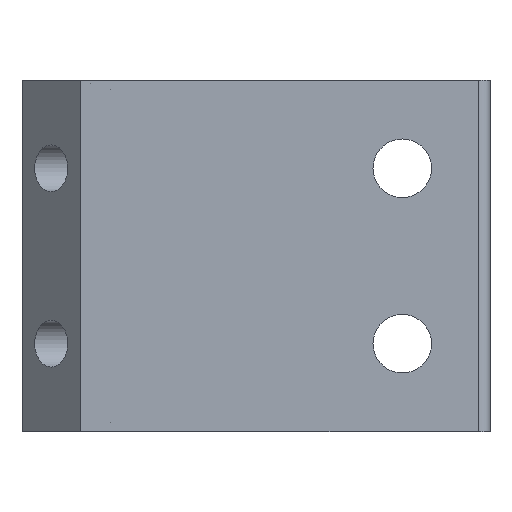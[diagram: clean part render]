
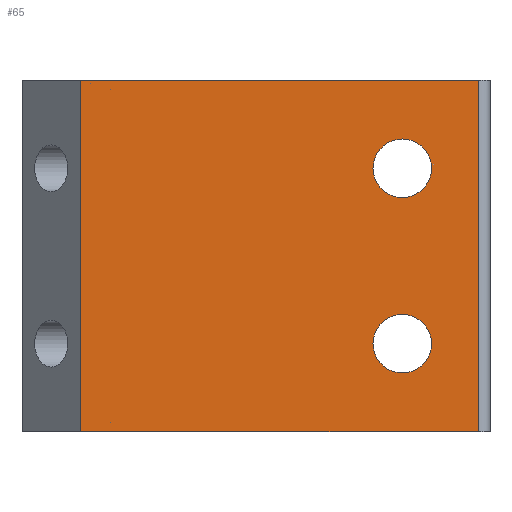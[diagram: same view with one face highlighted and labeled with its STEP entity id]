
A CAD part, front view. The second image highlights one B-rep face of the part: STEP entity #65.
In plain terms, the highlighted planar face has unit normal (0, -1, 0).
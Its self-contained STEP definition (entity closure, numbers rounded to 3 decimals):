
#65=ADVANCED_FACE('',(#257,#259,#261),#263,.T.);
#257=FACE_BOUND('',#258,.T.);
#258=EDGE_LOOP('',(#662,#663,#664,#665));
#259=FACE_BOUND('',#260,.T.);
#260=EDGE_LOOP('',(#666));
#261=FACE_BOUND('',#262,.T.);
#262=EDGE_LOOP('',(#667));
#263=PLANE('',#264);
#264=AXIS2_PLACEMENT_3D('',#265,#266,#267);
#265=CARTESIAN_POINT('',(-20.,-20.,0.));
#266=DIRECTION('',(0.,-1.,0.));
#267=DIRECTION('',(1.,0.,0.));
#662=ORIENTED_EDGE('',*,*,#889,.T.);
#663=ORIENTED_EDGE('',*,*,#830,.F.);
#664=ORIENTED_EDGE('',*,*,#808,.F.);
#665=ORIENTED_EDGE('',*,*,#855,.T.);
#666=ORIENTED_EDGE('',*,*,#890,.T.);
#667=ORIENTED_EDGE('',*,*,#891,.T.);
#808=EDGE_CURVE('',#959,#961,#962,.T.);
#830=EDGE_CURVE('',#961,#1002,#1003,.T.);
#855=EDGE_CURVE('',#959,#1047,#1049,.T.);
#889=EDGE_CURVE('',#1047,#1002,#1107,.T.);
#890=EDGE_CURVE('',#1108,#1108,#1109,.F.);
#891=EDGE_CURVE('',#1110,#1110,#1111,.F.);
#959=VERTEX_POINT('',#1231);
#961=VERTEX_POINT('',#1235);
#962=LINE('',#1236,#1237);
#1002=VERTEX_POINT('',#1328);
#1003=LINE('',#1329,#1330);
#1047=VERTEX_POINT('',#1425);
#1049=LINE('',#1430,#1431);
#1107=LINE('',#1567,#1568);
#1108=VERTEX_POINT('',#1570);
#1109=CIRCLE('',#1571,2.5);
#1110=VERTEX_POINT('',#1575);
#1111=CIRCLE('',#1576,2.5);
#1231=CARTESIAN_POINT('',(-15.,-20.,0.));
#1235=CARTESIAN_POINT('',(-15.,-20.,30.));
#1236=CARTESIAN_POINT('',(-15.,-20.,0.));
#1237=VECTOR('',#1238,1.);
#1238=DIRECTION('',(0.,0.,1.));
#1328=CARTESIAN_POINT('',(19.,-20.,30.));
#1329=CARTESIAN_POINT('',(-15.,-20.,30.));
#1330=VECTOR('',#1331,1.);
#1331=DIRECTION('',(1.,0.,0.));
#1425=CARTESIAN_POINT('',(19.,-20.,0.));
#1430=CARTESIAN_POINT('',(-15.,-20.,0.));
#1431=VECTOR('',#1432,1.);
#1432=DIRECTION('',(1.,0.,0.));
#1567=CARTESIAN_POINT('',(19.,-20.,0.));
#1568=VECTOR('',#1569,1.);
#1569=DIRECTION('',(0.,0.,1.));
#1570=CARTESIAN_POINT('',(15.,-20.,22.5));
#1571=AXIS2_PLACEMENT_3D('',#1572,#1573,#1574);
#1572=CARTESIAN_POINT('',(12.5,-20.,22.5));
#1573=DIRECTION('',(0.,-1.,0.));
#1574=DIRECTION('',(1.,0.,0.));
#1575=CARTESIAN_POINT('',(15.,-20.,7.5));
#1576=AXIS2_PLACEMENT_3D('',#1577,#1578,#1579);
#1577=CARTESIAN_POINT('',(12.5,-20.,7.5));
#1578=DIRECTION('',(0.,-1.,0.));
#1579=DIRECTION('',(1.,0.,0.));
